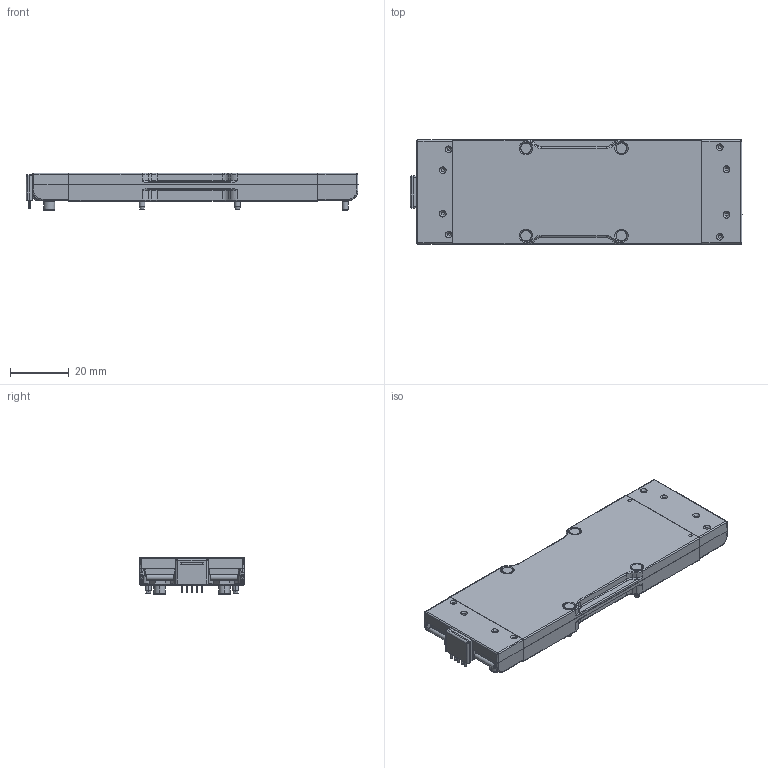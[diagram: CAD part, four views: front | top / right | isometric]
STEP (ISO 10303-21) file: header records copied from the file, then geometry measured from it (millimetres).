
FILE_DESCRIPTION (( 'STEP AP214' ), '1' );
FILE_NAME ('VIA HV BCM 4414 HighCurrent BoardMount ShortPin W COMM.STEP', '2021-08-20T15:45:04', ( '' ), ( '' ), 'SwSTEP 2.0', 'SolidWorks 2017', '' );
FILE_SCHEMA (( 'AUTOMOTIVE_DESIGN' ));
Length unit declared in the file: inch
Products named in the file (1): VIA HV BCM 4414 HighCurrent BoardMount ShortPin W COMM
Bounding box: 112.75 x 35.54 x 12.64 mm (x, y, z)
Volume: 35998.8 mm3; surface area: 24506.6 mm2
Topology: 36 solids, 37 shells, 1349 faces, 3529 edges, 2293 vertices
Faces by surface type: plane 523, cylinder 470, cone 200, bspline 156
Entity records: 79111 total; most frequent: CARTESIAN_POINT 36313, ORIENTED_EDGE 7058, DIRECTION 6011, EDGE_CURVE 3529, VERTEX_POINT 2293, AXIS2_PLACEMENT_3D 2152, LINE 1707, VECTOR 1707
